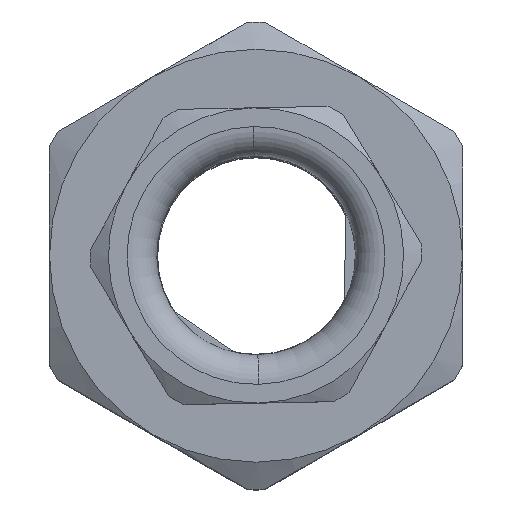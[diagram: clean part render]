
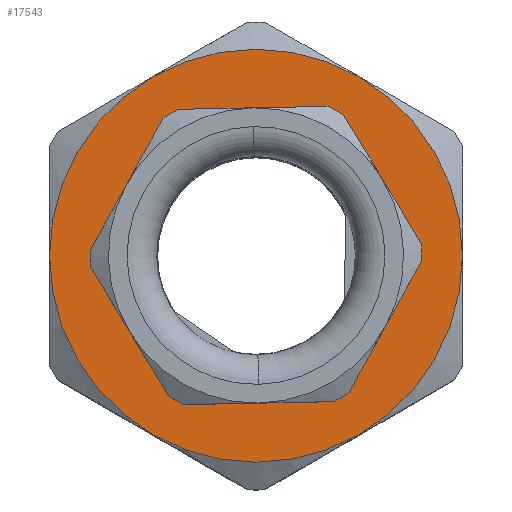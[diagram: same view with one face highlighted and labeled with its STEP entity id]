
A CAD part, top view. The second image highlights one B-rep face of the part: STEP entity #17543.
In plain terms, the highlighted planar face has unit normal (0, 0, 1).
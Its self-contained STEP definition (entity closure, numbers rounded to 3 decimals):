
#273 = ORIENTED_EDGE ( 'NONE', *, *, #42704, .T. ) ;
#2008 = ORIENTED_EDGE ( 'NONE', *, *, #25556, .T. ) ;
#7381 = PLANE ( 'NONE',  #28537 ) ;
#8741 = CARTESIAN_POINT ( 'NONE',  ( -54.531, 29.373, 32.468 ) ) ;
#11034 = DIRECTION ( 'NONE',  ( 1., 0., 0. ) ) ;
#11337 = CARTESIAN_POINT ( 'NONE',  ( -54.531, 29.373, 32.468 ) ) ;
#16536 = CARTESIAN_POINT ( 'NONE',  ( -69.031, 29.373, 32.468 ) ) ;
#17543 = ADVANCED_FACE ( 'NONE', ( #44049, #52845 ), #7381, .T. ) ;
#19581 = VERTEX_POINT ( 'NONE', #45120 ) ;
#21499 = DIRECTION ( 'NONE',  ( 1., 0., 0. ) ) ;
#21879 = AXIS2_PLACEMENT_3D ( 'NONE', #45721, #31759, #27491 ) ;
#22647 = DIRECTION ( 'NONE',  ( 1., 0., 0. ) ) ;
#22804 = CIRCLE ( 'NONE', #56698, 14.5 ) ;
#23579 = EDGE_CURVE ( 'NONE', #26779, #19581, #31469, .T. ) ;
#25556 = EDGE_CURVE ( 'NONE', #39964, #52518, #48042, .T. ) ;
#25730 = CARTESIAN_POINT ( 'NONE',  ( -54.531, 29.373, 32.468 ) ) ;
#26779 = VERTEX_POINT ( 'NONE', #16536 ) ;
#27381 = ORIENTED_EDGE ( 'NONE', *, *, #23579, .T. ) ;
#27421 = EDGE_LOOP ( 'NONE', ( #43306, #2008 ) ) ;
#27491 = DIRECTION ( 'NONE',  ( 1., 0., 0. ) ) ;
#28537 = AXIS2_PLACEMENT_3D ( 'NONE', #11337, #38602, #11034 ) ;
#29512 = AXIS2_PLACEMENT_3D ( 'NONE', #8741, #55089, #22647 ) ;
#30582 = DIRECTION ( 'NONE',  ( 0., 0., -1. ) ) ;
#31469 = CIRCLE ( 'NONE', #36313, 14.5 ) ;
#31759 = DIRECTION ( 'NONE',  ( 0., 0., 1. ) ) ;
#33110 = CARTESIAN_POINT ( 'NONE',  ( -33.555, 29.373, 32.468 ) ) ;
#36313 = AXIS2_PLACEMENT_3D ( 'NONE', #25730, #30582, #21499 ) ;
#36660 = EDGE_CURVE ( 'NONE', #52518, #39964, #47969, .T. ) ;
#38602 = DIRECTION ( 'NONE',  ( 0., 0., 1. ) ) ;
#39964 = VERTEX_POINT ( 'NONE', #53365 ) ;
#42704 = EDGE_CURVE ( 'NONE', #19581, #26779, #22804, .T. ) ;
#43306 = ORIENTED_EDGE ( 'NONE', *, *, #36660, .T. ) ;
#44049 = FACE_BOUND ( 'NONE', #52097, .T. ) ;
#44160 = CARTESIAN_POINT ( 'NONE',  ( -54.531, 29.373, 32.468 ) ) ;
#45048 = DIRECTION ( 'NONE',  ( 1., 0., 0. ) ) ;
#45120 = CARTESIAN_POINT ( 'NONE',  ( -40.031, 29.373, 32.468 ) ) ;
#45721 = CARTESIAN_POINT ( 'NONE',  ( -54.531, 29.373, 32.468 ) ) ;
#47969 = CIRCLE ( 'NONE', #29512, 20.976 ) ;
#48042 = CIRCLE ( 'NONE', #21879, 20.976 ) ;
#52097 = EDGE_LOOP ( 'NONE', ( #273, #27381 ) ) ;
#52518 = VERTEX_POINT ( 'NONE', #33110 ) ;
#52845 = FACE_OUTER_BOUND ( 'NONE', #27421, .T. ) ;
#53365 = CARTESIAN_POINT ( 'NONE',  ( -75.507, 29.373, 32.468 ) ) ;
#55089 = DIRECTION ( 'NONE',  ( 0., 0., 1. ) ) ;
#56698 = AXIS2_PLACEMENT_3D ( 'NONE', #44160, #58077, #45048 ) ;
#58077 = DIRECTION ( 'NONE',  ( 0., 0., -1. ) ) ;
